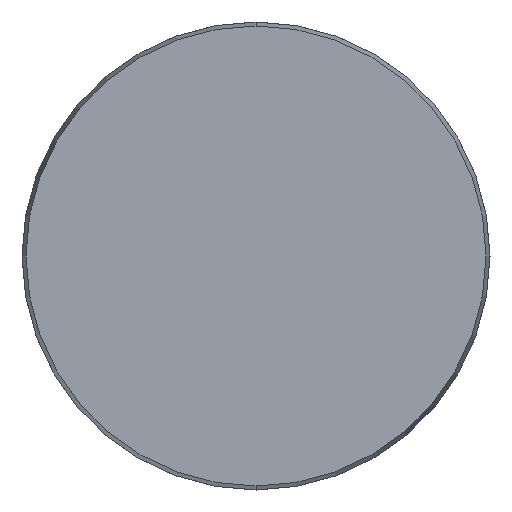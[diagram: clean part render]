
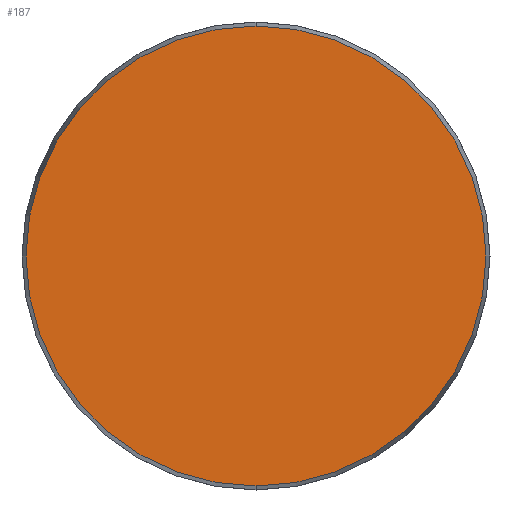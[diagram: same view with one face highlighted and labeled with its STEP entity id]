
A CAD part, front view. The second image highlights one B-rep face of the part: STEP entity #187.
In plain terms, the highlighted planar face has unit normal (0, -1, 0).
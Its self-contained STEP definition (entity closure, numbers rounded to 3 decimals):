
#101 = DIRECTION ( 'NONE',  ( 0., 0., -1. ) ) ;
#117 = DIRECTION ( 'NONE',  ( 0., -1., 0. ) ) ;
#152 = VERTEX_POINT ( 'NONE', #1030 ) ;
#179 = VERTEX_POINT ( 'NONE', #332 ) ;
#187 = ADVANCED_FACE ( 'NONE', ( #732 ), #235, .F. ) ;
#192 = AXIS2_PLACEMENT_3D ( 'NONE', #343, #506, #101 ) ;
#235 = PLANE ( 'NONE',  #429 ) ;
#316 = CIRCLE ( 'NONE', #358, 49.143 ) ;
#332 = CARTESIAN_POINT ( 'NONE',  ( 0., 0., 49.143 ) ) ;
#343 = CARTESIAN_POINT ( 'NONE',  ( 0., 0., 0. ) ) ;
#358 = AXIS2_PLACEMENT_3D ( 'NONE', #669, #117, #523 ) ;
#429 = AXIS2_PLACEMENT_3D ( 'NONE', #651, #485, #725 ) ;
#433 = ORIENTED_EDGE ( 'NONE', *, *, #608, .T. ) ;
#485 = DIRECTION ( 'NONE',  ( 0., 1., 0. ) ) ;
#506 = DIRECTION ( 'NONE',  ( 0., -1., 0. ) ) ;
#513 = CIRCLE ( 'NONE', #192, 49.143 ) ;
#523 = DIRECTION ( 'NONE',  ( 0., 0., -1. ) ) ;
#608 = EDGE_CURVE ( 'NONE', #179, #152, #513, .T. ) ;
#651 = CARTESIAN_POINT ( 'NONE',  ( -49.143, 0., 0. ) ) ;
#669 = CARTESIAN_POINT ( 'NONE',  ( 0., 0., 0. ) ) ;
#725 = DIRECTION ( 'NONE',  ( 0., 0., 1. ) ) ;
#728 = EDGE_CURVE ( 'NONE', #152, #179, #316, .T. ) ;
#732 = FACE_OUTER_BOUND ( 'NONE', #1029, .T. ) ;
#781 = ORIENTED_EDGE ( 'NONE', *, *, #728, .T. ) ;
#1029 = EDGE_LOOP ( 'NONE', ( #433, #781 ) ) ;
#1030 = CARTESIAN_POINT ( 'NONE',  ( 0., 0., -49.143 ) ) ;
